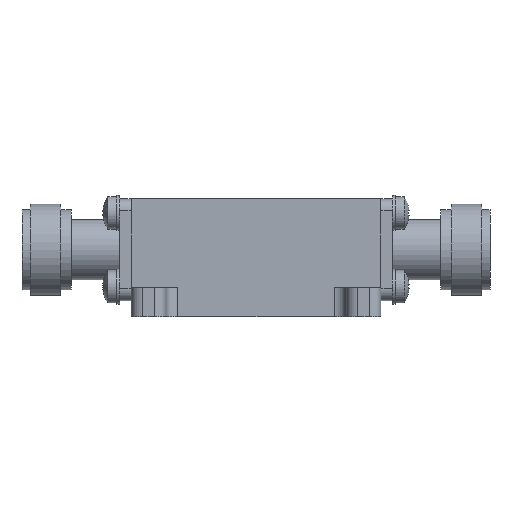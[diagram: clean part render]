
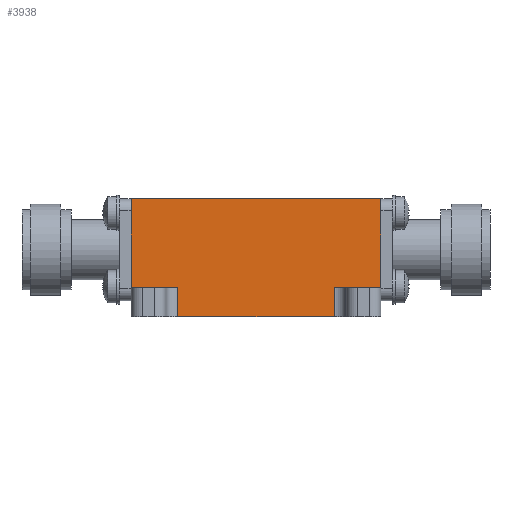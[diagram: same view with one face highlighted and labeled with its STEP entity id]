
A CAD part, front view. The second image highlights one B-rep face of the part: STEP entity #3938.
In plain terms, the highlighted planar face has unit normal (0, -1, 0).
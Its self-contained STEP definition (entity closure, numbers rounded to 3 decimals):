
#3938=ADVANCED_FACE('',(#11495),#11497,.F.);
#11495=FACE_BOUND('',#11496,.T.);
#11496=EDGE_LOOP('',(#15052,#15053,#15054,#15055,#15056,#15057,#15058,#15059));
#11497=PLANE('',#11498);
#11498=AXIS2_PLACEMENT_3D('',#11499,#11500,#11501);
#11499=CARTESIAN_POINT('',(-21.5,-9.35,20.3));
#11500=DIRECTION('',(0.,1.,0.));
#11501=DIRECTION('',(0.,-0.,1.));
#15052=ORIENTED_EDGE('',*,*,#17093,.T.);
#15053=ORIENTED_EDGE('',*,*,#17094,.T.);
#15054=ORIENTED_EDGE('',*,*,#17095,.T.);
#15055=ORIENTED_EDGE('',*,*,#17096,.T.);
#15056=ORIENTED_EDGE('',*,*,#17097,.T.);
#15057=ORIENTED_EDGE('',*,*,#17062,.F.);
#15058=ORIENTED_EDGE('',*,*,#17098,.F.);
#15059=ORIENTED_EDGE('',*,*,#17081,.T.);
#17062=EDGE_CURVE('',#19349,#19336,#19351,.T.);
#17081=EDGE_CURVE('',#19388,#19386,#19389,.T.);
#17093=EDGE_CURVE('',#19386,#19410,#19411,.T.);
#17094=EDGE_CURVE('',#19410,#19412,#19413,.T.);
#17095=EDGE_CURVE('',#19412,#19414,#19415,.T.);
#17096=EDGE_CURVE('',#19414,#19416,#19417,.T.);
#17097=EDGE_CURVE('',#19416,#19336,#19418,.T.);
#17098=EDGE_CURVE('',#19388,#19349,#19419,.T.);
#19336=VERTEX_POINT('',#35139);
#19349=VERTEX_POINT('',#35164);
#19351=LINE('',#35168,#35169);
#19386=VERTEX_POINT('',#35243);
#19388=VERTEX_POINT('',#35247);
#19389=LINE('',#35248,#35249);
#19410=VERTEX_POINT('',#35297);
#19411=LINE('',#35298,#35299);
#19412=VERTEX_POINT('',#35301);
#19413=LINE('',#35302,#35303);
#19414=VERTEX_POINT('',#35305);
#19415=LINE('',#35306,#35307);
#19416=VERTEX_POINT('',#35309);
#19417=LINE('',#35310,#35311);
#19418=LINE('',#35313,#35314);
#19419=LINE('',#35316,#35317);
#35139=CARTESIAN_POINT('',(21.5,-9.35,5.));
#35164=CARTESIAN_POINT('',(21.5,-9.35,20.3));
#35168=CARTESIAN_POINT('',(21.5,-9.35,20.3));
#35169=VECTOR('',#35170,1.);
#35170=DIRECTION('',(0.,0.,-1.));
#35243=CARTESIAN_POINT('',(-21.5,-9.35,5.));
#35247=CARTESIAN_POINT('',(-21.5,-9.35,20.3));
#35248=CARTESIAN_POINT('',(-21.5,-9.35,20.3));
#35249=VECTOR('',#35250,1.);
#35250=DIRECTION('',(0.,0.,-1.));
#35297=CARTESIAN_POINT('',(-13.5,-9.35,5.));
#35298=CARTESIAN_POINT('',(-21.5,-9.35,5.));
#35299=VECTOR('',#35300,1.);
#35300=DIRECTION('',(1.,0.,0.));
#35301=CARTESIAN_POINT('',(-13.5,-9.35,0.));
#35302=CARTESIAN_POINT('',(-13.5,-9.35,5.));
#35303=VECTOR('',#35304,1.);
#35304=DIRECTION('',(0.,0.,-1.));
#35305=CARTESIAN_POINT('',(13.5,-9.35,0.));
#35306=CARTESIAN_POINT('',(-13.5,-9.35,0.));
#35307=VECTOR('',#35308,1.);
#35308=DIRECTION('',(1.,0.,0.));
#35309=CARTESIAN_POINT('',(13.5,-9.35,5.));
#35310=CARTESIAN_POINT('',(13.5,-9.35,0.));
#35311=VECTOR('',#35312,1.);
#35312=DIRECTION('',(0.,0.,1.));
#35313=CARTESIAN_POINT('',(13.5,-9.35,5.));
#35314=VECTOR('',#35315,1.);
#35315=DIRECTION('',(1.,0.,0.));
#35316=CARTESIAN_POINT('',(-21.5,-9.35,20.3));
#35317=VECTOR('',#35318,1.);
#35318=DIRECTION('',(1.,0.,0.));
